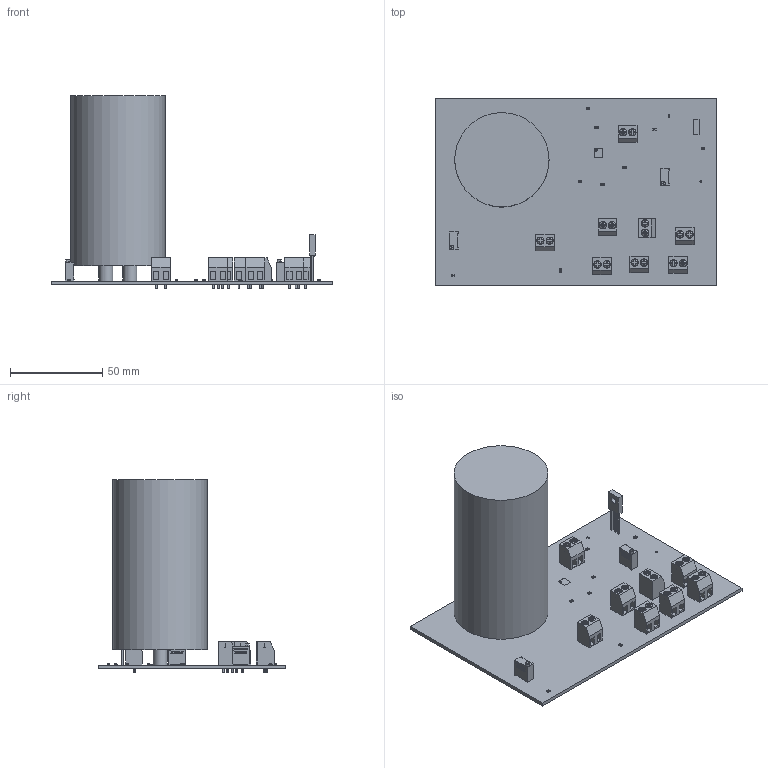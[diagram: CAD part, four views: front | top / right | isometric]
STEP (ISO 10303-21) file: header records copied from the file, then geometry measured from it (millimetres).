
FILE_DESCRIPTION(('Open CASCADE Model'),'2;1');
FILE_NAME('Open CASCADE Shape Model','2025-05-26T18:35:51',('Author'),( 'Open CASCADE'),'Open CASCADE STEP processor 6.8','Open CASCADE 6.8' ,'Unknown');
FILE_SCHEMA(('AUTOMOTIVE_DESIGN { 1 0 10303 214 1 1 1 1 }'));
Length unit declared in the file: millimetre
Products named in the file (33): PCB; Board; 1; BD139,_秮鳧賥嚦闉; C1; SW3dPS-0805_SMD_Capacitor; R1; 凎賥嚦闉_1206___1206_SMD; R2; User_Library-3296W; R3; R4; R5; R6; R7; R8; R10; R11; U1; 櫻蠉錪; VD1; User_Library-SOD523-2; X1; 300-02; X2; X3; X4; X5; X7; X8; X9; ﾑ1; 扻罽樇黟襜禬__220000UF
Assembly tree (47 placements, depth 3):
  PCB
    Board
    1
      BD139,_秮鳧賥嚦闉
    C1
      SW3dPS-0805_SMD_Capacitor
    R1
      凎賥嚦闉_1206___1206_SMD
    R2
      User_Library-3296W
    R3
      凎賥嚦闉_1206___1206_SMD
    R4
      凎賥嚦闉_1206___1206_SMD
    R5
      凎賥嚦闉_1206___1206_SMD
    R6
      凎賥嚦闉_1206___1206_SMD
    R7
      凎賥嚦闉_1206___1206_SMD
    R8
      凎賥嚦闉_1206___1206_SMD
    R10
      User_Library-3296W
    R11
      凎賥嚦闉_1206___1206_SMD
    U1
      櫻蠉錪
    VD1
      User_Library-SOD523-2
    X1
      300-02
    X2
      300-02
    X3
      300-02
    X4
      300-02
    X5
      300-02
    X7
      300-02
    X8
      300-02
    X9
      300-02
    ﾑ1
      扻罽樇黟襜禬__220000UF
Bounding box: 152.4 x 101.6 x 104.31 mm (x, y, z)
Volume: 227990.2 mm3; surface area: 61489.3 mm2
Topology: 112 solids, 112 shells, 2772 faces, 7214 edges, 4735 vertices
Faces by surface type: plane 1599, extrusion 656, cylinder 233, bspline 212, revolution 32, sphere 26, torus 14
Full cylindrical faces by diameter (mm): 0.9 x6, 1 x1, 1.2 x16, 3.2 x1, 7.5 x2, 51 x1
Entity records: 34388 total; most frequent: CARTESIAN_POINT 11135, ORIENTED_EDGE 4380, DIRECTION 3534, EDGE_CURVE 2190, VECTOR 1494, LINE 1412, VERTEX_POINT 1409, AXIS2_PLACEMENT_3D 1018
